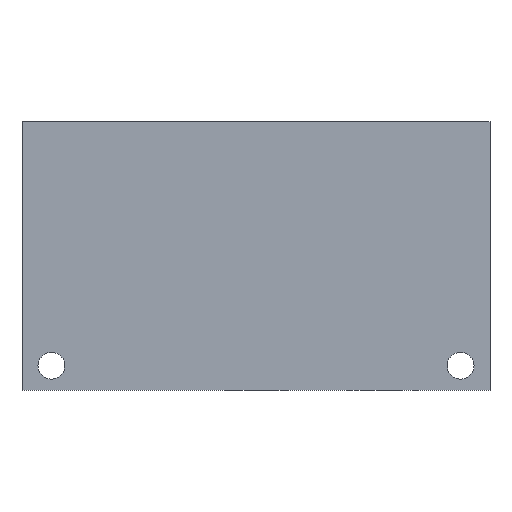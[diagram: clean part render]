
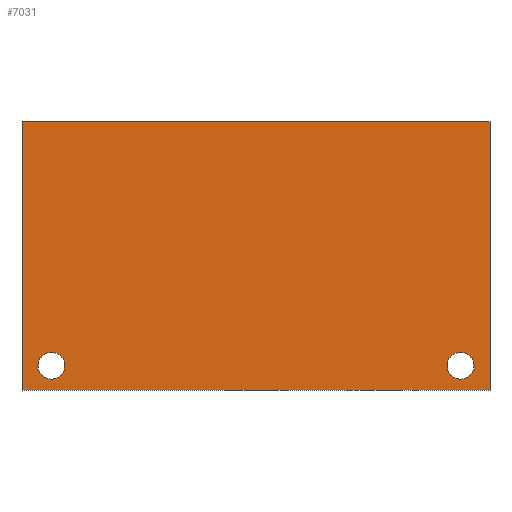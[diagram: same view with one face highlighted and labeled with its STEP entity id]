
A CAD part, front view. The second image highlights one B-rep face of the part: STEP entity #7031.
In plain terms, the highlighted planar face has unit normal (0, -1, 0).
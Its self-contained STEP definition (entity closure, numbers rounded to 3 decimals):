
#329=CIRCLE('',#9988,3.25);
#330=CIRCLE('',#9989,3.25);
#774=ORIENTED_EDGE('',*,*,#2775,.F.);
#775=ORIENTED_EDGE('',*,*,#2776,.F.);
#776=ORIENTED_EDGE('',*,*,#2777,.F.);
#777=ORIENTED_EDGE('',*,*,#2774,.F.);
#778=ORIENTED_EDGE('',*,*,#2729,.T.);
#779=ORIENTED_EDGE('',*,*,#2778,.T.);
#2729=EDGE_CURVE('',#3732,#3731,#4447,.T.);
#2774=EDGE_CURVE('',#3732,#3774,#4458,.T.);
#2775=EDGE_CURVE('',#3775,#3775,#329,.T.);
#2776=EDGE_CURVE('',#3776,#3776,#330,.T.);
#2777=EDGE_CURVE('',#3774,#3777,#4459,.T.);
#2778=EDGE_CURVE('',#3731,#3777,#4460,.T.);
#3731=VERTEX_POINT('',#13166);
#3732=VERTEX_POINT('',#13168);
#3774=VERTEX_POINT('',#13256);
#3775=VERTEX_POINT('',#13260);
#3776=VERTEX_POINT('',#13262);
#3777=VERTEX_POINT('',#13264);
#4447=LINE('',#13167,#5003);
#4458=LINE('',#13257,#5014);
#4459=LINE('',#13263,#5015);
#4460=LINE('',#13265,#5016);
#5003=VECTOR('',#10845,1000.);
#5014=VECTOR('',#10928,1000.);
#5015=VECTOR('',#10935,1000.);
#5016=VECTOR('',#10936,1000.);
#5581=EDGE_LOOP('',(#774));
#5582=EDGE_LOOP('',(#775));
#5583=EDGE_LOOP('',(#776,#777,#778,#779));
#6205=FACE_BOUND('',#5581,.T.);
#6206=FACE_BOUND('',#5582,.T.);
#6207=FACE_BOUND('',#5583,.T.);
#6801=PLANE('',#9987);
#7031=ADVANCED_FACE('',(#6205,#6206,#6207),#6801,.T.);
#9987=AXIS2_PLACEMENT_3D('',#13258,#10929,#10930);
#9988=AXIS2_PLACEMENT_3D('',#13259,#10931,#10932);
#9989=AXIS2_PLACEMENT_3D('',#13261,#10933,#10934);
#10845=DIRECTION('',(1.,0.,0.));
#10928=DIRECTION('',(0.,0.,1.));
#10929=DIRECTION('',(0.,-1.,0.));
#10930=DIRECTION('',(0.,0.,-1.));
#10931=DIRECTION('',(0.,-1.,0.));
#10932=DIRECTION('',(0.,0.,-1.));
#10933=DIRECTION('',(0.,-1.,0.));
#10934=DIRECTION('',(0.,0.,-1.));
#10935=DIRECTION('',(1.,0.,0.));
#10936=DIRECTION('',(0.,0.,1.));
#13166=CARTESIAN_POINT('',(113.1,0.,-65.));
#13167=CARTESIAN_POINT('',(0.,0.,-65.));
#13168=CARTESIAN_POINT('',(0.,0.,-65.));
#13256=CARTESIAN_POINT('',(0.,0.,0.));
#13257=CARTESIAN_POINT('',(0.,0.,-65.));
#13258=CARTESIAN_POINT('',(0.,0.,-65.));
#13259=CARTESIAN_POINT('',(106.,0.,-59.));
#13260=CARTESIAN_POINT('',(106.,0.,-62.25));
#13261=CARTESIAN_POINT('',(7.1,0.,-59.));
#13262=CARTESIAN_POINT('',(7.1,0.,-62.25));
#13263=CARTESIAN_POINT('',(0.,0.,0.));
#13264=CARTESIAN_POINT('',(113.1,0.,0.));
#13265=CARTESIAN_POINT('',(113.1,0.,-65.));
